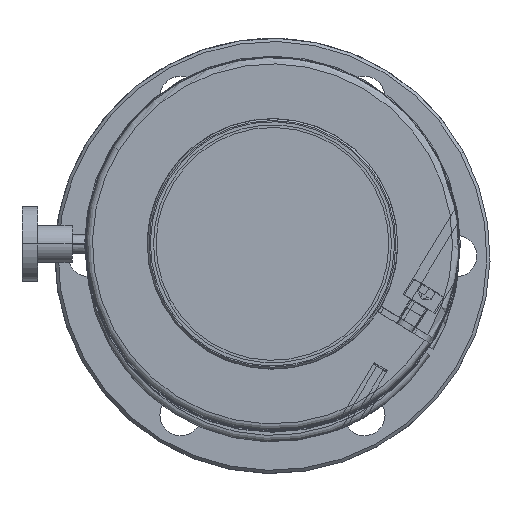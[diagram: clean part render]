
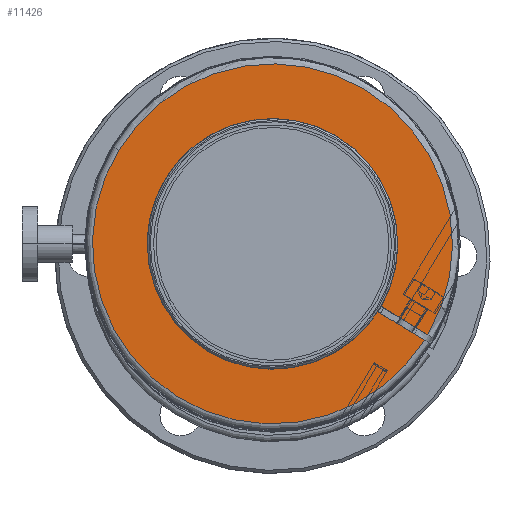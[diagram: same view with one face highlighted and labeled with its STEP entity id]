
A CAD part, top view. The second image highlights one B-rep face of the part: STEP entity #11426.
In plain terms, the highlighted planar face has unit normal (0, 0, 1).
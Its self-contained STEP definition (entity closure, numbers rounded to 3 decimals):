
#1779=AXIS2_PLACEMENT_3D('Circle Axis2P3D',#1777,#1778,$) ;
#1786=AXIS2_PLACEMENT_3D('Circle Axis2P3D',#1784,#1785,$) ;
#1890=AXIS2_PLACEMENT_3D('Circle Axis2P3D',#1888,#1889,$) ;
#1982=AXIS2_PLACEMENT_3D('Circle Axis2P3D',#1980,#1981,$) ;
#1989=AXIS2_PLACEMENT_3D('Circle Axis2P3D',#1987,#1988,$) ;
#11163=AXIS2_PLACEMENT_3D('Circle Axis2P3D',#11161,#11162,$) ;
#11288=AXIS2_PLACEMENT_3D('Circle Axis2P3D',#11286,#11287,$) ;
#11413=AXIS2_PLACEMENT_3D('Plane Axis2P3D',#11410,#11411,#11412) ;
#1758=CARTESIAN_POINT('Vertex',(-20.,0.,1109.)) ;
#1774=CARTESIAN_POINT('Vertex',(20.,0.,1109.)) ;
#1777=CARTESIAN_POINT('Axis2P3D Location',(0.,0.,1109.)) ;
#1781=CARTESIAN_POINT('Vertex',(-19.978,0.943,1109.)) ;
#1784=CARTESIAN_POINT('Axis2P3D Location',(0.,0.,1109.)) ;
#1888=CARTESIAN_POINT('Axis2P3D Location',(0.,0.,1109.)) ;
#1892=CARTESIAN_POINT('Vertex',(16.814,-10.829,1109.)) ;
#1977=CARTESIAN_POINT('Vertex',(17.335,-9.975,1109.)) ;
#1980=CARTESIAN_POINT('Axis2P3D Location',(0.,0.,1109.)) ;
#1984=CARTESIAN_POINT('Vertex',(19.978,-0.943,1109.)) ;
#1987=CARTESIAN_POINT('Axis2P3D Location',(0.,0.,1109.)) ;
#10836=CARTESIAN_POINT('Line Origine',(21.072,-12.252,1109.)) ;
#10840=CARTESIAN_POINT('Vertex',(24.809,-14.529,1109.)) ;
#11013=CARTESIAN_POINT('Line Origine',(20.552,-13.106,1109.)) ;
#11017=CARTESIAN_POINT('Vertex',(24.289,-15.383,1109.)) ;
#11161=CARTESIAN_POINT('Axis2P3D Location',(0.,0.,1109.)) ;
#11165=CARTESIAN_POINT('Vertex',(-24.552,14.958,1109.)) ;
#11286=CARTESIAN_POINT('Axis2P3D Location',(0.,0.,1109.)) ;
#11410=CARTESIAN_POINT('Axis2P3D Location',(0.,0.,1109.)) ;
#1778=DIRECTION('Axis2P3D Direction',(0.,0.,-1.)) ;
#1785=DIRECTION('Axis2P3D Direction',(0.,0.,-1.)) ;
#1889=DIRECTION('Axis2P3D Direction',(0.,0.,-1.)) ;
#1981=DIRECTION('Axis2P3D Direction',(0.,0.,-1.)) ;
#1988=DIRECTION('Axis2P3D Direction',(0.,0.,-1.)) ;
#10837=DIRECTION('Vector Direction',(-0.854,0.52,0.)) ;
#11014=DIRECTION('Vector Direction',(0.854,-0.52,0.)) ;
#11162=DIRECTION('Axis2P3D Direction',(0.,0.,-1.)) ;
#11287=DIRECTION('Axis2P3D Direction',(0.,0.,-1.)) ;
#11411=DIRECTION('Axis2P3D Direction',(0.,0.,-1.)) ;
#11412=DIRECTION('Axis2P3D XDirection',(0.854,-0.52,0.)) ;
#10838=VECTOR('Line Direction',#10837,1.) ;
#11015=VECTOR('Line Direction',#11014,1.) ;
#11416=ORIENTED_EDGE('',*,*,#11019,.T.) ;
#11417=ORIENTED_EDGE('',*,*,#1894,.F.) ;
#11418=ORIENTED_EDGE('',*,*,#1788,.F.) ;
#11419=ORIENTED_EDGE('',*,*,#1783,.T.) ;
#11420=ORIENTED_EDGE('',*,*,#1991,.F.) ;
#11421=ORIENTED_EDGE('',*,*,#1986,.F.) ;
#11422=ORIENTED_EDGE('',*,*,#10842,.T.) ;
#11423=ORIENTED_EDGE('',*,*,#11290,.F.) ;
#11424=ORIENTED_EDGE('',*,*,#11167,.F.) ;
#11426=ADVANCED_FACE('Hauptk\X2\00F6\X0\rper',(#11425),#11414,.F.) ;
#1780=CIRCLE('generated circle',#1779,20.) ;
#1787=CIRCLE('generated circle',#1786,20.) ;
#1891=CIRCLE('generated circle',#1890,20.) ;
#1983=CIRCLE('generated circle',#1982,20.) ;
#1990=CIRCLE('generated circle',#1989,20.) ;
#11164=CIRCLE('generated circle',#11163,28.75) ;
#11289=CIRCLE('generated circle',#11288,28.75) ;
#1783=EDGE_CURVE('',#1782,#1775,#1780,.T.) ;
#1788=EDGE_CURVE('',#1782,#1759,#1787,.F.) ;
#1894=EDGE_CURVE('',#1759,#1893,#1891,.F.) ;
#1986=EDGE_CURVE('',#1978,#1985,#1983,.F.) ;
#1991=EDGE_CURVE('',#1985,#1775,#1990,.F.) ;
#10842=EDGE_CURVE('',#1978,#10841,#10839,.F.) ;
#11019=EDGE_CURVE('',#11018,#1893,#11016,.F.) ;
#11167=EDGE_CURVE('',#11018,#11166,#11164,.T.) ;
#11290=EDGE_CURVE('',#11166,#10841,#11289,.T.) ;
#11415=EDGE_LOOP('',(#11416,#11417,#11418,#11419,#11420,#11421,#11422,#11423,#11424)) ;
#11425=FACE_OUTER_BOUND('',#11415,.T.) ;
#10839=LINE('Line',#10836,#10838) ;
#11016=LINE('Line',#11013,#11015) ;
#11414=PLANE('',#11413) ;
#1759=VERTEX_POINT('',#1758) ;
#1775=VERTEX_POINT('',#1774) ;
#1782=VERTEX_POINT('',#1781) ;
#1893=VERTEX_POINT('',#1892) ;
#1978=VERTEX_POINT('',#1977) ;
#1985=VERTEX_POINT('',#1984) ;
#10841=VERTEX_POINT('',#10840) ;
#11018=VERTEX_POINT('',#11017) ;
#11166=VERTEX_POINT('',#11165) ;
